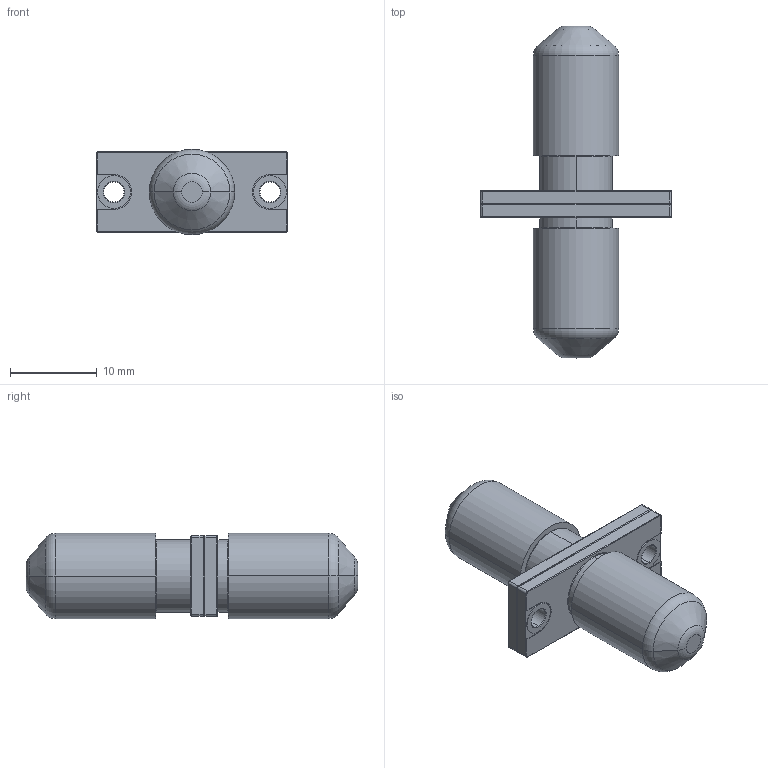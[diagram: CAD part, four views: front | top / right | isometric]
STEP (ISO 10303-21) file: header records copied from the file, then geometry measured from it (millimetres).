
FILE_DESCRIPTION (( 'STEP AP214' ), '1' );
FILE_NAME ('FOA-AM-STFFCF_3D.STEP', '2020-07-06T20:48:25', ( '' ), ( '' ), 'SwSTEP 2.0', 'SolidWorks 2018', '' );
FILE_SCHEMA (( 'AUTOMOTIVE_DESIGN' ));
Length unit declared in the file: inch
Products named in the file (3): 3AB09-001; FOA-AM-STFFCF_3D; FOA-AM-STFFCF-MA1
Assembly tree (3 placements, depth 2):
  FOA-AM-STFFCF_3D
    FOA-AM-STFFCF-MA1
    3AB09-001  x2
Bounding box: 22.05 x 38.35 x 9.86 mm (x, y, z)
Volume: 1698.7 mm3; surface area: 3187 mm2
Topology: 3 solids, 3 shells, 208 faces, 483 edges, 294 vertices
Faces by surface type: cylinder 82, plane 58, torus 40, cone 22, bspline 6
Entity records: 6022 total; most frequent: CARTESIAN_POINT 1436, DIRECTION 996, ORIENTED_EDGE 910, EDGE_CURVE 455, AXIS2_PLACEMENT_3D 410, VERTEX_POINT 278, CIRCLE 217, EDGE_LOOP 211
